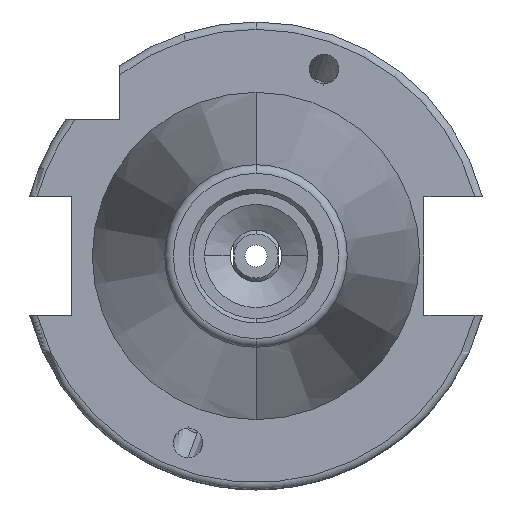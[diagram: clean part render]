
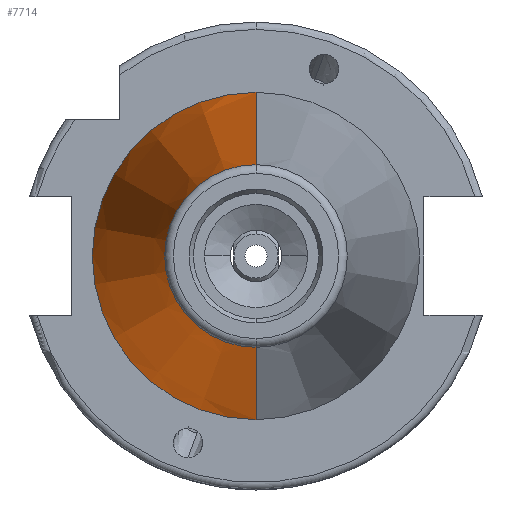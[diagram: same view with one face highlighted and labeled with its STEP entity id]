
A CAD part, left-side view. The second image highlights one B-rep face of the part: STEP entity #7714.
In plain terms, the highlighted conical face has half-angle 8.297 degrees and reference radius 22.225 mm.
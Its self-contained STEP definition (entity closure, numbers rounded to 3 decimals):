
#178 = EDGE_CURVE ( 'NONE', #7277, #8185, #3401, .T. ) ;
#205 = EDGE_CURVE ( 'NONE', #2659, #4544, #3311, .T. ) ;
#228 = EDGE_CURVE ( 'NONE', #2659, #7277, #3163, .T. ) ;
#298 = EDGE_CURVE ( 'NONE', #4544, #8185, #2885, .T. ) ;
#1599 = DIRECTION ( 'NONE',  ( 1., 0., 0. ) ) ;
#1694 = DIRECTION ( 'NONE',  ( 0.99, 0.144, 0. ) ) ;
#1939 = CARTESIAN_POINT ( 'NONE',  ( 0., 22.225, 0. ) ) ;
#2247 = DIRECTION ( 'NONE',  ( 0.99, -0.144, 0. ) ) ;
#2267 = CARTESIAN_POINT ( 'NONE',  ( 0., -22.225, 0. ) ) ;
#2310 = CARTESIAN_POINT ( 'NONE',  ( 0., -22.225, 0. ) ) ;
#2434 = DIRECTION ( 'NONE',  ( 0., -1., 0. ) ) ;
#2464 = DIRECTION ( 'NONE',  ( -1., 0., 0. ) ) ;
#2473 = CARTESIAN_POINT ( 'NONE',  ( -67.373, 0., 0. ) ) ;
#2480 = CARTESIAN_POINT ( 'NONE',  ( -67.373, -12.4, 0. ) ) ;
#2586 = FACE_OUTER_BOUND ( 'NONE', #5347, .T. ) ;
#2659 = VERTEX_POINT ( 'NONE', #2480 ) ;
#2809 = CARTESIAN_POINT ( 'NONE',  ( -67.373, 12.4, 0. ) ) ;
#2819 = DIRECTION ( 'NONE',  ( 0., -1., 0. ) ) ;
#2857 = DIRECTION ( 'NONE',  ( -1., 0., 0. ) ) ;
#2885 = LINE ( 'NONE', #1939, #2903 ) ;
#2902 = CARTESIAN_POINT ( 'NONE',  ( 0., 0., 0. ) ) ;
#2903 = VECTOR ( 'NONE', #1694, 1000. ) ;
#3163 = LINE ( 'NONE', #2310, #3287 ) ;
#3287 = VECTOR ( 'NONE', #2247, 1000. ) ;
#3311 = CIRCLE ( 'NONE', #4313, 12.4 ) ;
#3401 = CIRCLE ( 'NONE', #4601, 22.225 ) ;
#3756 = AXIS2_PLACEMENT_3D ( 'NONE', #4906, #1599, #6172 ) ;
#4313 = AXIS2_PLACEMENT_3D ( 'NONE', #2473, #2464, #2434 ) ;
#4544 = VERTEX_POINT ( 'NONE', #2809 ) ;
#4601 = AXIS2_PLACEMENT_3D ( 'NONE', #2902, #2857, #2819 ) ;
#4870 = CARTESIAN_POINT ( 'NONE',  ( 0., 22.225, 0. ) ) ;
#4906 = CARTESIAN_POINT ( 'NONE',  ( 0., 0., 0. ) ) ;
#5347 = EDGE_LOOP ( 'NONE', ( #5677, #5748, #5764, #5777 ) ) ;
#5677 = ORIENTED_EDGE ( 'NONE', *, *, #205, .F. ) ;
#5748 = ORIENTED_EDGE ( 'NONE', *, *, #228, .T. ) ;
#5764 = ORIENTED_EDGE ( 'NONE', *, *, #178, .T. ) ;
#5777 = ORIENTED_EDGE ( 'NONE', *, *, #298, .F. ) ;
#6172 = DIRECTION ( 'NONE',  ( 0., 1., 0. ) ) ;
#7277 = VERTEX_POINT ( 'NONE', #2267 ) ;
#7352 = CONICAL_SURFACE ( 'NONE', #3756, 22.225, 0.145 ) ;
#7714 = ADVANCED_FACE ( 'NONE', ( #2586 ), #7352, .T. ) ;
#8185 = VERTEX_POINT ( 'NONE', #4870 ) ;
